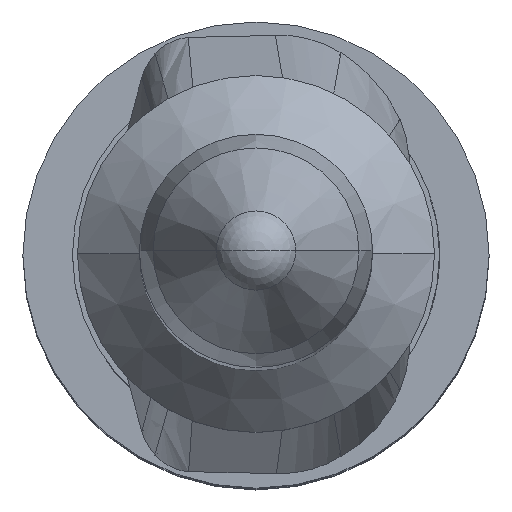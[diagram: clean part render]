
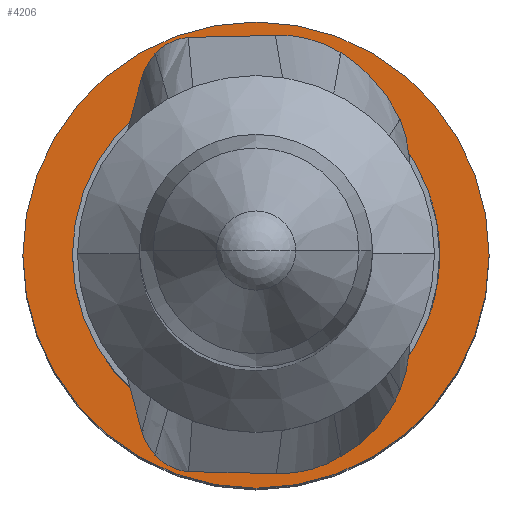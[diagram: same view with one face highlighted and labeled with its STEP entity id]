
A CAD part, top view. The second image highlights one B-rep face of the part: STEP entity #4206.
In plain terms, the highlighted planar face has unit normal (0, 0, 1).
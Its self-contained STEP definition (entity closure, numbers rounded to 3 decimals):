
#98=CARTESIAN_POINT('',(0.,0.,-5.734));
#99=DIRECTION('',(0.,0.,1.));
#100=DIRECTION('',(-1.,0.,0.));
#101=AXIS2_PLACEMENT_3D('',#98,#99,#100);
#143=CARTESIAN_POINT('',(0.,0.,-5.734));
#144=DIRECTION('',(0.,0.,-1.));
#145=DIRECTION('',(-1.,0.,0.));
#146=AXIS2_PLACEMENT_3D('',#143,#144,#145);
#1272=CARTESIAN_POINT('',(0.,0.,-5.734));
#1273=DIRECTION('',(0.,0.,-1.));
#1274=DIRECTION('',(-1.,0.,0.));
#1275=AXIS2_PLACEMENT_3D('',#1272,#1273,#1274);
#1277=CARTESIAN_POINT('',(0.,0.,-5.734));
#1278=DIRECTION('',(0.,0.,1.));
#1279=DIRECTION('',(-1.,0.,0.));
#1280=AXIS2_PLACEMENT_3D('',#1277,#1278,#1279);
#1355=CARTESIAN_POINT('',(-1.6,0.,-5.734));
#1357=VERTEX_POINT('',#1355);
#1358=CARTESIAN_POINT('',(-1.26,0.,-5.734));
#1360=VERTEX_POINT('',#1358);
#1389=CARTESIAN_POINT('',(1.6,0.,-5.734));
#1391=VERTEX_POINT('',#1389);
#1408=CARTESIAN_POINT('',(1.26,0.,-5.734));
#1409=VERTEX_POINT('',#1408);
#4191=CARTESIAN_POINT('',(0.,0.,-5.734));
#4192=DIRECTION('',(0.,0.,1.));
#4193=DIRECTION('',(-1.,0.,0.));
#4194=AXIS2_PLACEMENT_3D('',#4191,#4192,#4193);
#4195=PLANE('',#4194);
#4197=ORIENTED_EDGE('',*,*,#4196,.T.);
#4199=ORIENTED_EDGE('',*,*,#4198,.F.);
#4200=EDGE_LOOP('',(#4197,#4199));
#4201=FACE_OUTER_BOUND('',#4200,.F.);
#4202=ORIENTED_EDGE('',*,*,#1648,.T.);
#4203=ORIENTED_EDGE('',*,*,#1673,.F.);
#4204=EDGE_LOOP('',(#4202,#4203));
#4205=FACE_BOUND('',#4204,.F.);
#4206=ADVANCED_FACE('',(#4201,#4205),#4195,.T.);
#102=CIRCLE('',#101,1.26);
#147=CIRCLE('',#146,1.26);
#1276=CIRCLE('',#1275,1.6);
#1281=CIRCLE('',#1280,1.6);
#1648=EDGE_CURVE('',#1360,#1409,#102,.T.);
#1673=EDGE_CURVE('',#1360,#1409,#147,.T.);
#4196=EDGE_CURVE('',#1357,#1391,#1276,.T.);
#4198=EDGE_CURVE('',#1357,#1391,#1281,.T.);
